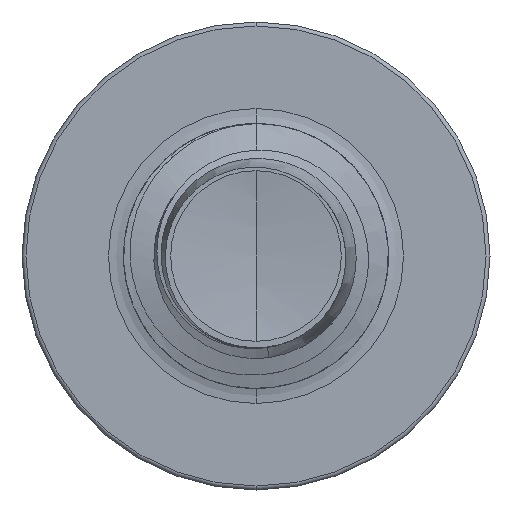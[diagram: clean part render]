
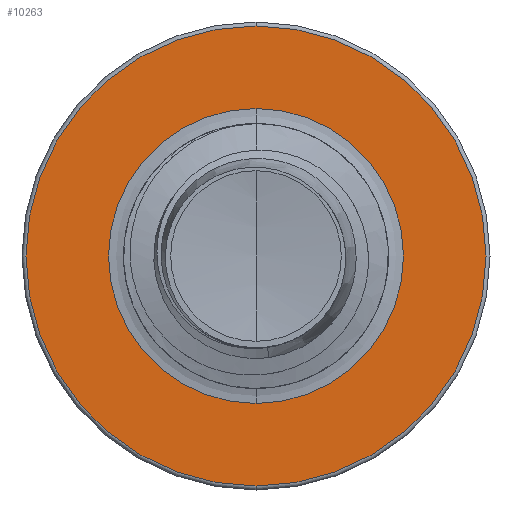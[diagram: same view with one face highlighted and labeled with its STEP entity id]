
A CAD part, front view. The second image highlights one B-rep face of the part: STEP entity #10263.
In plain terms, the highlighted planar face has unit normal (0, -1, 0).
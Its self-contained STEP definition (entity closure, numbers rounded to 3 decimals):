
#23 = EDGE_LOOP ( 'NONE', ( #18353, #11823 ) ) ;
#473 = CARTESIAN_POINT ( 'NONE',  ( 0., 7.5, 1.67 ) ) ;
#1101 = DIRECTION ( 'NONE',  ( 0., 0., 1. ) ) ;
#1124 = DIRECTION ( 'NONE',  ( 0., 1., 0. ) ) ;
#1131 = CARTESIAN_POINT ( 'NONE',  ( 0., 7.5, 0. ) ) ;
#1542 = CIRCLE ( 'NONE', #3227, 2.605 ) ;
#2200 = CARTESIAN_POINT ( 'NONE',  ( 0., 7.5, -1.67 ) ) ;
#2709 = PLANE ( 'NONE',  #10901 ) ;
#3227 = AXIS2_PLACEMENT_3D ( 'NONE', #1131, #1124, #1101 ) ;
#3313 = EDGE_CURVE ( 'NONE', #4940, #19411, #14613, .T. ) ;
#3382 = EDGE_CURVE ( 'NONE', #19390, #18527, #10779, .T. ) ;
#3844 = ORIENTED_EDGE ( 'NONE', *, *, #17052, .T. ) ;
#4068 = AXIS2_PLACEMENT_3D ( 'NONE', #4896, #4893, #4865 ) ;
#4493 = DIRECTION ( 'NONE',  ( 0., 0., 1. ) ) ;
#4819 = EDGE_CURVE ( 'NONE', #18527, #19390, #1542, .T. ) ;
#4865 = DIRECTION ( 'NONE',  ( 0., 0., 1. ) ) ;
#4893 = DIRECTION ( 'NONE',  ( 0., 1., 0. ) ) ;
#4896 = CARTESIAN_POINT ( 'NONE',  ( 0., 7.5, 0. ) ) ;
#4940 = VERTEX_POINT ( 'NONE', #473 ) ;
#5562 = DIRECTION ( 'NONE',  ( 0., 0., 1. ) ) ;
#5565 = DIRECTION ( 'NONE',  ( 0., 1., 0. ) ) ;
#5585 = CARTESIAN_POINT ( 'NONE',  ( 0., 7.5, 0. ) ) ;
#9079 = DIRECTION ( 'NONE',  ( 0., 1., 0. ) ) ;
#9478 = CARTESIAN_POINT ( 'NONE',  ( 0., 7.5, -1.67 ) ) ;
#10009 = CARTESIAN_POINT ( 'NONE',  ( 0., 7.5, 2.605 ) ) ;
#10263 = ADVANCED_FACE ( 'NONE', ( #10676, #10990 ), #2709, .F. ) ;
#10676 = FACE_OUTER_BOUND ( 'NONE', #23, .T. ) ;
#10779 = CIRCLE ( 'NONE', #4068, 2.605 ) ;
#10901 = AXIS2_PLACEMENT_3D ( 'NONE', #9478, #13925, #4493 ) ;
#10990 = FACE_BOUND ( 'NONE', #15664, .T. ) ;
#11401 = AXIS2_PLACEMENT_3D ( 'NONE', #17567, #9079, #19065 ) ;
#11541 = ORIENTED_EDGE ( 'NONE', *, *, #3313, .T. ) ;
#11823 = ORIENTED_EDGE ( 'NONE', *, *, #3382, .F. ) ;
#12072 = CARTESIAN_POINT ( 'NONE',  ( 0., 7.5, -2.605 ) ) ;
#12401 = CIRCLE ( 'NONE', #11401, 1.67 ) ;
#13108 = AXIS2_PLACEMENT_3D ( 'NONE', #5585, #5565, #5562 ) ;
#13925 = DIRECTION ( 'NONE',  ( 0., 1., 0. ) ) ;
#14613 = CIRCLE ( 'NONE', #13108, 1.67 ) ;
#15664 = EDGE_LOOP ( 'NONE', ( #11541, #3844 ) ) ;
#17052 = EDGE_CURVE ( 'NONE', #19411, #4940, #12401, .T. ) ;
#17567 = CARTESIAN_POINT ( 'NONE',  ( 0., 7.5, 0. ) ) ;
#18353 = ORIENTED_EDGE ( 'NONE', *, *, #4819, .F. ) ;
#18527 = VERTEX_POINT ( 'NONE', #10009 ) ;
#19065 = DIRECTION ( 'NONE',  ( 0., 0., 1. ) ) ;
#19390 = VERTEX_POINT ( 'NONE', #12072 ) ;
#19411 = VERTEX_POINT ( 'NONE', #2200 ) ;
